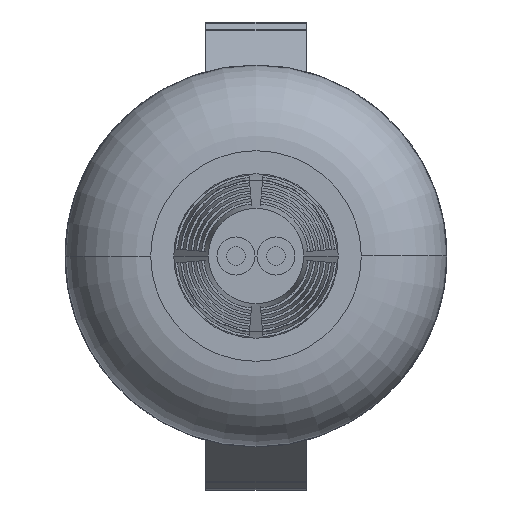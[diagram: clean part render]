
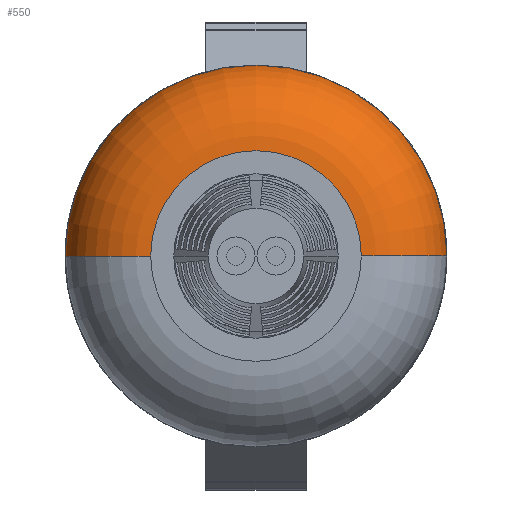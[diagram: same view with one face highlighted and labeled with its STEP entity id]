
A CAD part, left-side view. The second image highlights one B-rep face of the part: STEP entity #550.
In plain terms, the highlighted toroidal (fillet/blend) face has major radius 5.535 mm and minor radius 4.5 mm.
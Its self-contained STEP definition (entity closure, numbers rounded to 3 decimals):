
#135 = DIRECTION ( 'NONE',  ( 0., -1., 0. ) ) ;
#160 = CARTESIAN_POINT ( 'NONE',  ( -27.4, 10.035, 0. ) ) ;
#302 = DIRECTION ( 'NONE',  ( 1., 0., 0. ) ) ;
#358 = DIRECTION ( 'NONE',  ( 0., 0., -1. ) ) ;
#379 = AXIS2_PLACEMENT_3D ( 'NONE', #4442, #4578, #5979 ) ;
#388 = CIRCLE ( 'NONE', #2065, 10.035 ) ;
#511 = VERTEX_POINT ( 'NONE', #1820 ) ;
#550 = ADVANCED_FACE ( 'NONE', ( #4189 ), #5671, .T. ) ;
#663 = DIRECTION ( 'NONE',  ( 0., 0., 1. ) ) ;
#818 = DIRECTION ( 'NONE',  ( 0., 1., 0. ) ) ;
#979 = EDGE_CURVE ( 'NONE', #511, #5672, #4927, .T. ) ;
#1089 = EDGE_LOOP ( 'NONE', ( #1565, #5082, #5662, #6520 ) ) ;
#1297 = DIRECTION ( 'NONE',  ( 0., 1., 0. ) ) ;
#1565 = ORIENTED_EDGE ( 'NONE', *, *, #3955, .T. ) ;
#1789 = CARTESIAN_POINT ( 'NONE',  ( -27.4, 0., 0. ) ) ;
#1820 = CARTESIAN_POINT ( 'NONE',  ( -31.9, 5.535, 0. ) ) ;
#1828 = VERTEX_POINT ( 'NONE', #5985 ) ;
#2065 = AXIS2_PLACEMENT_3D ( 'NONE', #1789, #5390, #818 ) ;
#2390 = CIRCLE ( 'NONE', #379, 5.535 ) ;
#2854 = DIRECTION ( 'NONE',  ( -1., 0., 0. ) ) ;
#3272 = CARTESIAN_POINT ( 'NONE',  ( -31.9, -5.535, 0. ) ) ;
#3652 = AXIS2_PLACEMENT_3D ( 'NONE', #3853, #302, #1297 ) ;
#3714 = AXIS2_PLACEMENT_3D ( 'NONE', #5302, #663, #135 ) ;
#3853 = CARTESIAN_POINT ( 'NONE',  ( -27.4, 0., 0. ) ) ;
#3955 = EDGE_CURVE ( 'NONE', #511, #6490, #2390, .T. ) ;
#4189 = FACE_OUTER_BOUND ( 'NONE', #1089, .T. ) ;
#4258 = EDGE_CURVE ( 'NONE', #5672, #1828, #388, .T. ) ;
#4316 = AXIS2_PLACEMENT_3D ( 'NONE', #5984, #358, #2854 ) ;
#4442 = CARTESIAN_POINT ( 'NONE',  ( -31.9, 0., 0. ) ) ;
#4578 = DIRECTION ( 'NONE',  ( 1., 0., 0. ) ) ;
#4927 = CIRCLE ( 'NONE', #4316, 4.5 ) ;
#5082 = ORIENTED_EDGE ( 'NONE', *, *, #5700, .T. ) ;
#5302 = CARTESIAN_POINT ( 'NONE',  ( -27.4, -5.535, 0. ) ) ;
#5390 = DIRECTION ( 'NONE',  ( 1., 0., 0. ) ) ;
#5662 = ORIENTED_EDGE ( 'NONE', *, *, #4258, .F. ) ;
#5671 = TOROIDAL_SURFACE ( 'NONE', #3652, 5.535, 4.5 ) ;
#5672 = VERTEX_POINT ( 'NONE', #160 ) ;
#5700 = EDGE_CURVE ( 'NONE', #6490, #1828, #6203, .T. ) ;
#5979 = DIRECTION ( 'NONE',  ( 0., 1., 0. ) ) ;
#5984 = CARTESIAN_POINT ( 'NONE',  ( -27.4, 5.535, 0. ) ) ;
#5985 = CARTESIAN_POINT ( 'NONE',  ( -27.4, -10.035, 0. ) ) ;
#6203 = CIRCLE ( 'NONE', #3714, 4.5 ) ;
#6490 = VERTEX_POINT ( 'NONE', #3272 ) ;
#6520 = ORIENTED_EDGE ( 'NONE', *, *, #979, .F. ) ;
